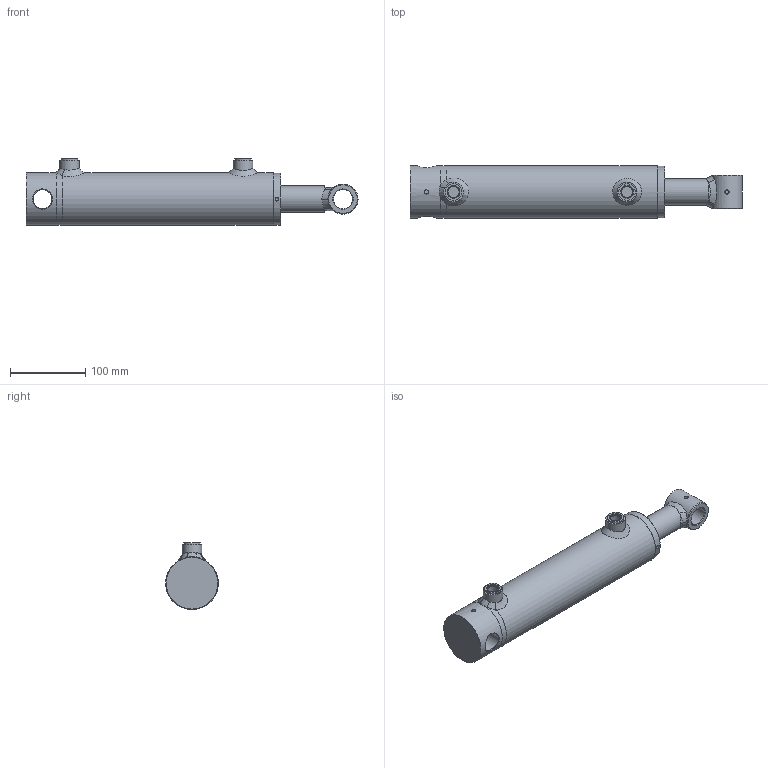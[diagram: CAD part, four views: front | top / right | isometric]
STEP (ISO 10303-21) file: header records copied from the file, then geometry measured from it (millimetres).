
FILE_DESCRIPTION( ( 'Unknown' ), '1' );
FILE_NAME( 'HFR2S0600350200.stp', 'Unknown', ( 'Unknown' ), ( 'Unknown' ), 'PSStep 17.0.49', 'Unknown', ' ' );
FILE_SCHEMA( ( 'AUTOMOTIVE_DESIGN { 1 0 10303 214 1 1 1 1 }' ) );
Length unit declared in the file: millimetre
Products named in the file (21): STF2R0600500200-oa7; Saldatura d'angolo 1-oa5; CBS0600000; MAT_PRIMA_TUBO_FT07006000-oa6; CTBF060M24-oa4; CTBF060M24-oa3; CG07006035; Assem1; CFHR060025047; Saldatura con preparazione 1-oa0; Saldatura d'angolo 1-oa1; Saldatura d'angolo 2-oa2; CBF1025040045; APG0600000; SBF2R350600200-oa8; AVG3006080
Assembly tree (16 placements, depth 3):
  Saldatura d'angolo 1-oa5
  Saldatura d'angolo 1-oa5
  Assem1
    CFHR060025047
    CBS0600000
    Saldatura con preparazione 1-oa0
    Saldatura con preparazione 1-oa0
    CBF1025040045
    APG0600000  x2
    SBF2R350600200-oa8
    AVG3006080
    CTBF060M24-oa4
      CTBF060M24-oa3
    STF2R0600500200-oa7
      CBS0600000
      MAT_PRIMA_TUBO_FT07006000-oa6
    CG07006035
      CG07006035
  Saldatura d'angolo 1-oa1
  Saldatura d'angolo 1-oa1
Bounding box: 442 x 70 x 89 mm (x, y, z)
Volume: 962615.2 mm3; surface area: 259107 mm2
Topology: 19 solids, 19 shells, 275 faces, 588 edges, 355 vertices
Faces by surface type: bspline 68, cylinder 63, plane 62, cone 44, torus 38
Full cylindrical faces by diameter (mm): 5 x4, 5.5 x2, 6 x3, 7 x2, 14.95 x2, 16 x3, 16.6 x2, 22 x3, 24 x1, 25 x3, 25.25 x2, 26 x2, 29.5 x1, 35 x4, 37 x1, 38 x1, 40 x1, 43.6 x1, 45 x1, 48 x1, 55 x1, 56 x2, 59.4 x2, 59.9 x1, 60 x1, 60.3 x1, 60.5 x1, 60.6 x1, 61 x1, 62 x3
Entity records: 15012 total; most frequent: CARTESIAN_POINT 8418, DIRECTION 786, ORIENTED_EDGE 730, EDGE_LOOP 438, AXIS2_PLACEMENT_3D 382, EDGE_CURVE 365, FACE_OUTER_BOUND 358, VERTEX_POINT 290
